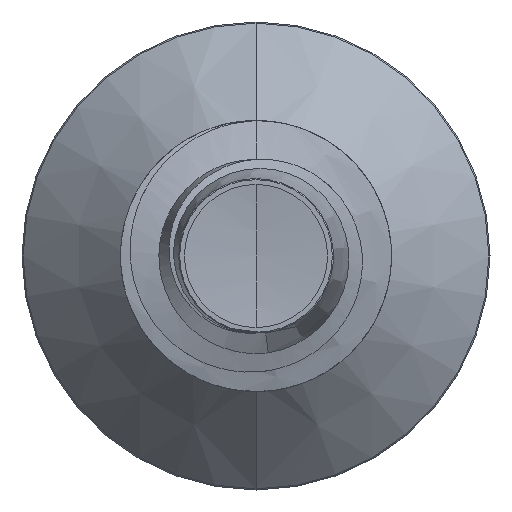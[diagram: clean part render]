
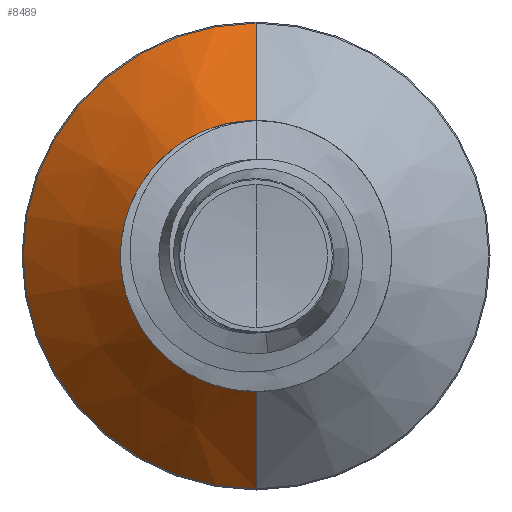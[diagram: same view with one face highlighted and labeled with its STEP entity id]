
A CAD part, front view. The second image highlights one B-rep face of the part: STEP entity #8489.
In plain terms, the highlighted conical face has half-angle 45 degrees and reference radius 1.034 mm.
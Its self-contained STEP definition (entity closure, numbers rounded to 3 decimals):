
#70 = CONICAL_SURFACE ( 'NONE', #2009, 1.034, 0.785 ) ;
#595 = ORIENTED_EDGE ( 'NONE', *, *, #8852, .T. ) ;
#958 = DIRECTION ( 'NONE',  ( 0., 0.707, 0.707 ) ) ;
#2009 = AXIS2_PLACEMENT_3D ( 'NONE', #3235, #13718, #11114 ) ;
#2444 = DIRECTION ( 'NONE',  ( 0., 0.707, -0.707 ) ) ;
#2968 = CARTESIAN_POINT ( 'NONE',  ( 0., 7.64, -1.89 ) ) ;
#3181 = LINE ( 'NONE', #7621, #10206 ) ;
#3235 = CARTESIAN_POINT ( 'NONE',  ( 0., 6.784, 0. ) ) ;
#3350 = VECTOR ( 'NONE', #2444, 1000. ) ;
#4577 = ORIENTED_EDGE ( 'NONE', *, *, #13035, .T. ) ;
#4996 = DIRECTION ( 'NONE',  ( 0., 1., 0. ) ) ;
#6276 = VERTEX_POINT ( 'NONE', #2968 ) ;
#7416 = DIRECTION ( 'NONE',  ( 0., 1., 0. ) ) ;
#7621 = CARTESIAN_POINT ( 'NONE',  ( 0., 6.784, 1.034 ) ) ;
#7931 = CARTESIAN_POINT ( 'NONE',  ( 0., 6.784, -1.034 ) ) ;
#8282 = AXIS2_PLACEMENT_3D ( 'NONE', #12794, #4996, #14090 ) ;
#8489 = ADVANCED_FACE ( 'NONE', ( #14056 ), #70, .T. ) ;
#8735 = CARTESIAN_POINT ( 'NONE',  ( 0., 6.784, 1.034 ) ) ;
#8852 = EDGE_CURVE ( 'NONE', #16099, #14432, #12841, .T. ) ;
#10046 = EDGE_LOOP ( 'NONE', ( #10961, #595, #4577, #14770 ) ) ;
#10206 = VECTOR ( 'NONE', #958, 1000. ) ;
#10961 = ORIENTED_EDGE ( 'NONE', *, *, #15945, .F. ) ;
#11114 = DIRECTION ( 'NONE',  ( 0., 0., 1. ) ) ;
#11566 = LINE ( 'NONE', #16732, #3350 ) ;
#12299 = CARTESIAN_POINT ( 'NONE',  ( 0., 7.64, 1.89 ) ) ;
#12794 = CARTESIAN_POINT ( 'NONE',  ( 0., 6.784, 0. ) ) ;
#12841 = CIRCLE ( 'NONE', #8282, 1.034 ) ;
#13035 = EDGE_CURVE ( 'NONE', #14432, #14159, #3181, .T. ) ;
#13718 = DIRECTION ( 'NONE',  ( 0., 1., 0. ) ) ;
#14056 = FACE_OUTER_BOUND ( 'NONE', #10046, .T. ) ;
#14090 = DIRECTION ( 'NONE',  ( 0., 0., 1. ) ) ;
#14159 = VERTEX_POINT ( 'NONE', #12299 ) ;
#14432 = VERTEX_POINT ( 'NONE', #8735 ) ;
#14770 = ORIENTED_EDGE ( 'NONE', *, *, #15474, .F. ) ;
#14978 = CIRCLE ( 'NONE', #16363, 1.89 ) ;
#15110 = CARTESIAN_POINT ( 'NONE',  ( 0., 7.64, 0. ) ) ;
#15474 = EDGE_CURVE ( 'NONE', #6276, #14159, #14978, .T. ) ;
#15945 = EDGE_CURVE ( 'NONE', #16099, #6276, #11566, .T. ) ;
#16099 = VERTEX_POINT ( 'NONE', #7931 ) ;
#16363 = AXIS2_PLACEMENT_3D ( 'NONE', #15110, #7416, #16405 ) ;
#16405 = DIRECTION ( 'NONE',  ( 0., 0., 1. ) ) ;
#16732 = CARTESIAN_POINT ( 'NONE',  ( 0., 6.784, -1.034 ) ) ;
